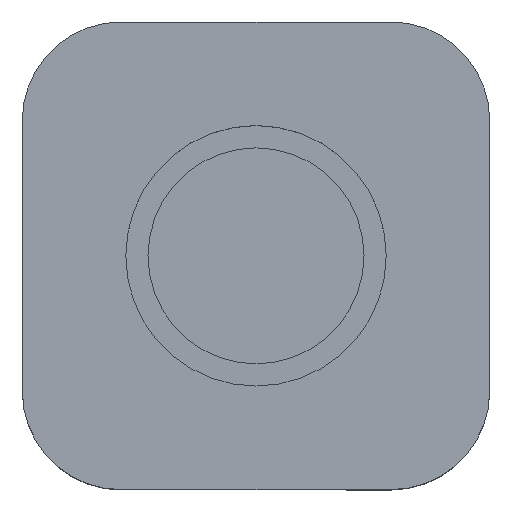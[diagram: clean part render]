
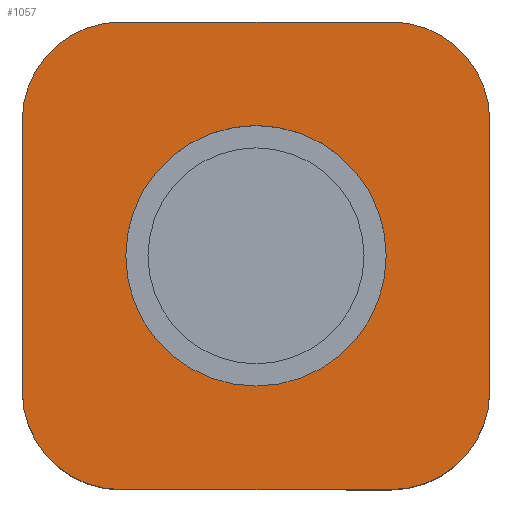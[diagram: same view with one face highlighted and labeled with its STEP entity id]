
A CAD part, top view. The second image highlights one B-rep face of the part: STEP entity #1057.
In plain terms, the highlighted planar face has unit normal (0, 0, 1).
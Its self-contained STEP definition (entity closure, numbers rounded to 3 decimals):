
#2 = CARTESIAN_POINT ( 'NONE',  ( -12.937, -8.937, -2.937 ) ) ;
#12 = PLANE ( 'NONE',  #773 ) ;
#31 = FACE_OUTER_BOUND ( 'NONE', #816, .T. ) ;
#42 = DIRECTION ( 'NONE',  ( 0., 0., 1. ) ) ;
#63 = EDGE_LOOP ( 'NONE', ( #499, #929 ) ) ;
#77 = LINE ( 'NONE', #2, #955 ) ;
#90 = VECTOR ( 'NONE', #1043, 1000. ) ;
#98 = EDGE_CURVE ( 'NONE', #772, #430, #250, .T. ) ;
#109 = CARTESIAN_POINT ( 'NONE',  ( -4.937, 28.937, -2.937 ) ) ;
#122 = LINE ( 'NONE', #146, #634 ) ;
#124 = CIRCLE ( 'NONE', #177, 8. ) ;
#136 = AXIS2_PLACEMENT_3D ( 'NONE', #204, #42, #826 ) ;
#146 = CARTESIAN_POINT ( 'NONE',  ( 24.937, -8.937, -2.937 ) ) ;
#155 = CARTESIAN_POINT ( 'NONE',  ( -4.937, -8.937, -2.937 ) ) ;
#177 = AXIS2_PLACEMENT_3D ( 'NONE', #1096, #921, #241 ) ;
#204 = CARTESIAN_POINT ( 'NONE',  ( 16.937, 20.937, -2.937 ) ) ;
#223 = DIRECTION ( 'NONE',  ( 1., 0., 0. ) ) ;
#232 = AXIS2_PLACEMENT_3D ( 'NONE', #346, #233, #597 ) ;
#233 = DIRECTION ( 'NONE',  ( 0., 0., 1. ) ) ;
#240 = EDGE_CURVE ( 'NONE', #504, #1021, #396, .T. ) ;
#241 = DIRECTION ( 'NONE',  ( 0., 1., 0. ) ) ;
#243 = ORIENTED_EDGE ( 'NONE', *, *, #753, .T. ) ;
#250 = CIRCLE ( 'NONE', #136, 8. ) ;
#251 = VERTEX_POINT ( 'NONE', #853 ) ;
#266 = DIRECTION ( 'NONE',  ( 0., 1., 0. ) ) ;
#276 = DIRECTION ( 'NONE',  ( 0., 0., 1. ) ) ;
#278 = ORIENTED_EDGE ( 'NONE', *, *, #641, .F. ) ;
#308 = ORIENTED_EDGE ( 'NONE', *, *, #835, .T. ) ;
#312 = VERTEX_POINT ( 'NONE', #531 ) ;
#331 = DIRECTION ( 'NONE',  ( 0., 0., 1. ) ) ;
#346 = CARTESIAN_POINT ( 'NONE',  ( 16.937, -0.937, -2.937 ) ) ;
#351 = VECTOR ( 'NONE', #223, 1000. ) ;
#355 = VERTEX_POINT ( 'NONE', #109 ) ;
#358 = EDGE_CURVE ( 'NONE', #1021, #504, #867, .T. ) ;
#359 = DIRECTION ( 'NONE',  ( 0., 0., -1. ) ) ;
#366 = CARTESIAN_POINT ( 'NONE',  ( 6., 20.55, -2.937 ) ) ;
#374 = ORIENTED_EDGE ( 'NONE', *, *, #542, .F. ) ;
#396 = CIRCLE ( 'NONE', #1022, 10.55 ) ;
#410 = CARTESIAN_POINT ( 'NONE',  ( 6., 10., -2.937 ) ) ;
#430 = VERTEX_POINT ( 'NONE', #533 ) ;
#431 = DIRECTION ( 'NONE',  ( 0., 1., 0. ) ) ;
#499 = ORIENTED_EDGE ( 'NONE', *, *, #240, .F. ) ;
#504 = VERTEX_POINT ( 'NONE', #984 ) ;
#507 = VERTEX_POINT ( 'NONE', #155 ) ;
#516 = DIRECTION ( 'NONE',  ( 0., 0., 1. ) ) ;
#527 = CIRCLE ( 'NONE', #232, 8. ) ;
#531 = CARTESIAN_POINT ( 'NONE',  ( -12.937, 20.937, -2.937 ) ) ;
#533 = CARTESIAN_POINT ( 'NONE',  ( 16.937, 28.937, -2.937 ) ) ;
#542 = EDGE_CURVE ( 'NONE', #355, #430, #1077, .T. ) ;
#544 = CIRCLE ( 'NONE', #863, 8. ) ;
#557 = AXIS2_PLACEMENT_3D ( 'NONE', #784, #276, #1053 ) ;
#573 = DIRECTION ( 'NONE',  ( 0., 1., 0. ) ) ;
#580 = ORIENTED_EDGE ( 'NONE', *, *, #726, .F. ) ;
#597 = DIRECTION ( 'NONE',  ( 0., 1., 0. ) ) ;
#610 = VERTEX_POINT ( 'NONE', #776 ) ;
#630 = CARTESIAN_POINT ( 'NONE',  ( 24.937, -0.937, -2.937 ) ) ;
#634 = VECTOR ( 'NONE', #903, 1000. ) ;
#641 = EDGE_CURVE ( 'NONE', #251, #312, #77, .T. ) ;
#652 = CARTESIAN_POINT ( 'NONE',  ( 24.937, 28.937, -2.937 ) ) ;
#665 = CARTESIAN_POINT ( 'NONE',  ( -4.937, -0.937, -2.937 ) ) ;
#693 = FACE_BOUND ( 'NONE', #63, .T. ) ;
#697 = CARTESIAN_POINT ( 'NONE',  ( 24.937, -8.937, -2.937 ) ) ;
#699 = EDGE_CURVE ( 'NONE', #772, #1084, #781, .T. ) ;
#726 = EDGE_CURVE ( 'NONE', #610, #507, #122, .T. ) ;
#753 = EDGE_CURVE ( 'NONE', #251, #507, #544, .T. ) ;
#772 = VERTEX_POINT ( 'NONE', #857 ) ;
#773 = AXIS2_PLACEMENT_3D ( 'NONE', #1039, #359, #266 ) ;
#776 = CARTESIAN_POINT ( 'NONE',  ( 16.937, -8.937, -2.937 ) ) ;
#781 = LINE ( 'NONE', #697, #90 ) ;
#784 = CARTESIAN_POINT ( 'NONE',  ( 6., 10., -2.937 ) ) ;
#809 = EDGE_CURVE ( 'NONE', #610, #1084, #527, .T. ) ;
#816 = EDGE_LOOP ( 'NONE', ( #278, #243, #580, #1036, #911, #1020, #374, #308 ) ) ;
#826 = DIRECTION ( 'NONE',  ( 0., 1., 0. ) ) ;
#835 = EDGE_CURVE ( 'NONE', #355, #312, #124, .T. ) ;
#853 = CARTESIAN_POINT ( 'NONE',  ( -12.937, -0.937, -2.937 ) ) ;
#857 = CARTESIAN_POINT ( 'NONE',  ( 24.937, 20.937, -2.937 ) ) ;
#858 = DIRECTION ( 'NONE',  ( 0., -1., 0. ) ) ;
#863 = AXIS2_PLACEMENT_3D ( 'NONE', #665, #331, #573 ) ;
#867 = CIRCLE ( 'NONE', #557, 10.55 ) ;
#903 = DIRECTION ( 'NONE',  ( -1., 0., 0. ) ) ;
#911 = ORIENTED_EDGE ( 'NONE', *, *, #699, .F. ) ;
#921 = DIRECTION ( 'NONE',  ( 0., 0., 1. ) ) ;
#929 = ORIENTED_EDGE ( 'NONE', *, *, #358, .F. ) ;
#955 = VECTOR ( 'NONE', #431, 1000. ) ;
#984 = CARTESIAN_POINT ( 'NONE',  ( 6., -0.55, -2.937 ) ) ;
#1020 = ORIENTED_EDGE ( 'NONE', *, *, #98, .T. ) ;
#1021 = VERTEX_POINT ( 'NONE', #366 ) ;
#1022 = AXIS2_PLACEMENT_3D ( 'NONE', #410, #516, #858 ) ;
#1036 = ORIENTED_EDGE ( 'NONE', *, *, #809, .T. ) ;
#1039 = CARTESIAN_POINT ( 'NONE',  ( 0., 22.937, -2.937 ) ) ;
#1043 = DIRECTION ( 'NONE',  ( 0., -1., 0. ) ) ;
#1053 = DIRECTION ( 'NONE',  ( 0., -1., 0. ) ) ;
#1057 = ADVANCED_FACE ( 'NONE', ( #693, #31 ), #12, .F. ) ;
#1077 = LINE ( 'NONE', #652, #351 ) ;
#1084 = VERTEX_POINT ( 'NONE', #630 ) ;
#1096 = CARTESIAN_POINT ( 'NONE',  ( -4.937, 20.937, -2.937 ) ) ;
